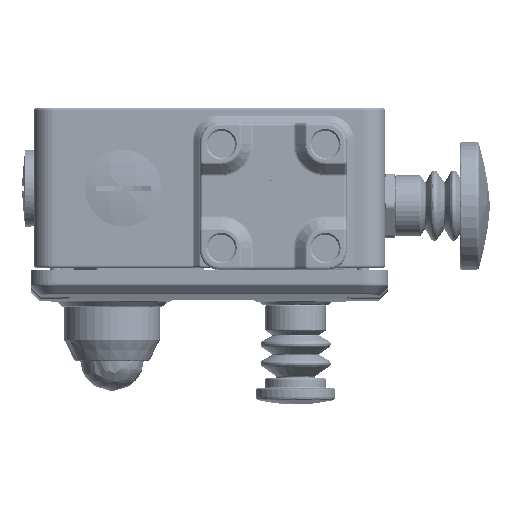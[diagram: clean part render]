
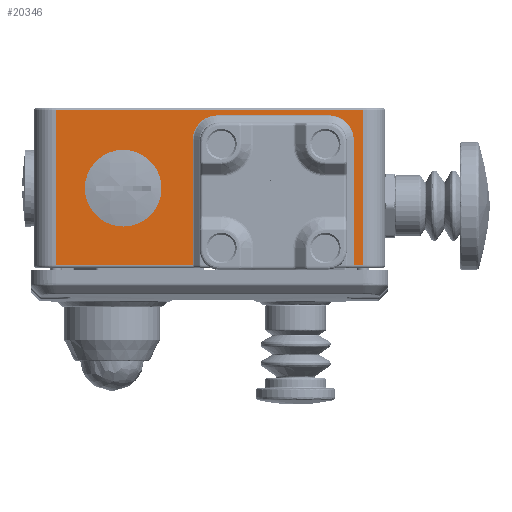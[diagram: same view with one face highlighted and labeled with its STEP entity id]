
A CAD part, left-side view. The second image highlights one B-rep face of the part: STEP entity #20346.
In plain terms, the highlighted face is planar.
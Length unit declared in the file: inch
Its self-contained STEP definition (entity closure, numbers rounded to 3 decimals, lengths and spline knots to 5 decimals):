
#520 = AXIS2_PLACEMENT_3D ( 'NONE', #52355, #25647, #96868 ) ;
#1521 = LINE ( 'NONE', #135074, #2928 ) ;
#2928 = VECTOR ( 'NONE', #69132, 39.37008 ) ;
#4618 = VERTEX_POINT ( 'NONE', #113070 ) ;
#4685 = CARTESIAN_POINT ( 'NONE',  ( 3.93701, 0.3937, 3.94516 ) ) ;
#5746 = CARTESIAN_POINT ( 'NONE',  ( 3.93701, 0.02756, 0.27559 ) ) ;
#8079 = EDGE_CURVE ( 'NONE', #143040, #103943, #115826, .T. ) ;
#8398 = LINE ( 'NONE', #88566, #20280 ) ;
#9508 = DIRECTION ( 'NONE',  ( -1., 0., 0. ) ) ;
#17248 = AXIS2_PLACEMENT_3D ( 'NONE', #143120, #9508, #63808 ) ;
#20280 = VECTOR ( 'NONE', #62691, 39.37008 ) ;
#20346 = ADVANCED_FACE ( 'NONE', ( #62088, #158207 ), #36276, .F. ) ;
#22078 = VERTEX_POINT ( 'NONE', #122696 ) ;
#22101 = EDGE_CURVE ( 'NONE', #139048, #143040, #28584, .T. ) ;
#22780 = LINE ( 'NONE', #48634, #78493 ) ;
#23150 = DIRECTION ( 'NONE',  ( 0., 1., 0. ) ) ;
#24288 = ORIENTED_EDGE ( 'NONE', *, *, #34145, .F. ) ;
#24359 = DIRECTION ( 'NONE',  ( 0., -1., 0. ) ) ;
#25647 = DIRECTION ( 'NONE',  ( 1., 0., 0. ) ) ;
#27029 = ORIENTED_EDGE ( 'NONE', *, *, #176131, .F. ) ;
#27201 = EDGE_CURVE ( 'NONE', #22078, #56711, #69697, .T. ) ;
#28584 = CIRCLE ( 'NONE', #520, 0.30343 ) ;
#29324 = LINE ( 'NONE', #56911, #59197 ) ;
#34145 = EDGE_CURVE ( 'NONE', #75953, #46822, #146354, .T. ) ;
#35733 = VECTOR ( 'NONE', #136233, 39.37008 ) ;
#36276 = PLANE ( 'NONE',  #17248 ) ;
#41866 = CARTESIAN_POINT ( 'NONE',  ( 3.93701, 1.94094, 0. ) ) ;
#42737 = LINE ( 'NONE', #41866, #35733 ) ;
#45455 = CIRCLE ( 'NONE', #144969, 0.43307 ) ;
#46822 = VERTEX_POINT ( 'NONE', #5746 ) ;
#48634 = CARTESIAN_POINT ( 'NONE',  ( 3.93701, 0.02756, 4.33071 ) ) ;
#52355 = CARTESIAN_POINT ( 'NONE',  ( 3.93701, 0.3937, 2.26378 ) ) ;
#56711 = VERTEX_POINT ( 'NONE', #142115 ) ;
#56911 = CARTESIAN_POINT ( 'NONE',  ( 3.93701, 0., 3.94516 ) ) ;
#59151 = CARTESIAN_POINT ( 'NONE',  ( 3.93701, 0.3937, 1.96035 ) ) ;
#59197 = VECTOR ( 'NONE', #83603, 39.37008 ) ;
#60671 = VECTOR ( 'NONE', #24359, 39.37008 ) ;
#60677 = CARTESIAN_POINT ( 'NONE',  ( 3.93701, 0.09027, 2.26378 ) ) ;
#61891 = CARTESIAN_POINT ( 'NONE',  ( 3.93701, 0.98425, 1.14173 ) ) ;
#62088 = FACE_BOUND ( 'NONE', #115396, .T. ) ;
#62691 = DIRECTION ( 'NONE',  ( 0., 1., 0. ) ) ;
#63226 = CARTESIAN_POINT ( 'NONE',  ( 3.93701, 0., 1.96035 ) ) ;
#63311 = ORIENTED_EDGE ( 'NONE', *, *, #154832, .F. ) ;
#63808 = DIRECTION ( 'NONE',  ( 0., 0., -1. ) ) ;
#65324 = CARTESIAN_POINT ( 'NONE',  ( 3.93701, 1.41732, 1.14173 ) ) ;
#69132 = DIRECTION ( 'NONE',  ( 0., 0., -1. ) ) ;
#69697 = LINE ( 'NONE', #148143, #99190 ) ;
#71559 = VERTEX_POINT ( 'NONE', #4685 ) ;
#71596 = CARTESIAN_POINT ( 'NONE',  ( 3.93701, 1.94094, 0.27559 ) ) ;
#72689 = ORIENTED_EDGE ( 'NONE', *, *, #164021, .F. ) ;
#75953 = VERTEX_POINT ( 'NONE', #71596 ) ;
#78493 = VECTOR ( 'NONE', #141283, 39.37008 ) ;
#83603 = DIRECTION ( 'NONE',  ( 0., -1., 0. ) ) ;
#83660 = CARTESIAN_POINT ( 'NONE',  ( 3.93701, 0.02756, 4.05512 ) ) ;
#84768 = ORIENTED_EDGE ( 'NONE', *, *, #8079, .F. ) ;
#87112 = ORIENTED_EDGE ( 'NONE', *, *, #160822, .F. ) ;
#87327 = EDGE_LOOP ( 'NONE', ( #27029, #150234, #24288, #111218, #84768, #101901, #123984, #87112, #136919, #96865 ) ) ;
#87537 = EDGE_CURVE ( 'NONE', #46822, #100739, #22780, .T. ) ;
#88566 = CARTESIAN_POINT ( 'NONE',  ( 3.93701, 0., 4.05512 ) ) ;
#91867 = VERTEX_POINT ( 'NONE', #65324 ) ;
#94292 = VECTOR ( 'NONE', #23150, 39.37008 ) ;
#96865 = ORIENTED_EDGE ( 'NONE', *, *, #27201, .F. ) ;
#96868 = DIRECTION ( 'NONE',  ( 0., 0., -1. ) ) ;
#99190 = VECTOR ( 'NONE', #124057, 39.37008 ) ;
#100403 = CARTESIAN_POINT ( 'NONE',  ( 3.93701, 0.09027, 3.64173 ) ) ;
#100739 = VERTEX_POINT ( 'NONE', #83660 ) ;
#101901 = ORIENTED_EDGE ( 'NONE', *, *, #22101, .F. ) ;
#103928 = DIRECTION ( 'NONE',  ( 1., 0., 0. ) ) ;
#103943 = VERTEX_POINT ( 'NONE', #166348 ) ;
#108391 = EDGE_CURVE ( 'NONE', #103943, #75953, #42737, .T. ) ;
#111218 = ORIENTED_EDGE ( 'NONE', *, *, #108391, .F. ) ;
#113070 = CARTESIAN_POINT ( 'NONE',  ( 3.93701, 0.55118, 1.14173 ) ) ;
#115396 = EDGE_LOOP ( 'NONE', ( #63311, #72689 ) ) ;
#115826 = LINE ( 'NONE', #63226, #94292 ) ;
#116219 = DIRECTION ( 'NONE',  ( 1., 0., 0. ) ) ;
#122696 = CARTESIAN_POINT ( 'NONE',  ( 3.93701, 1.94094, 4.05512 ) ) ;
#122860 = CIRCLE ( 'NONE', #131333, 0.43307 ) ;
#123984 = ORIENTED_EDGE ( 'NONE', *, *, #130913, .F. ) ;
#124057 = DIRECTION ( 'NONE',  ( 0., 0., -1. ) ) ;
#125240 = DIRECTION ( 'NONE',  ( 1., 0., 0. ) ) ;
#128087 = VERTEX_POINT ( 'NONE', #100403 ) ;
#130620 = CARTESIAN_POINT ( 'NONE',  ( 3.93701, 0.3937, 3.64173 ) ) ;
#130913 = EDGE_CURVE ( 'NONE', #128087, #139048, #1521, .T. ) ;
#131333 = AXIS2_PLACEMENT_3D ( 'NONE', #151934, #125240, #141211 ) ;
#135074 = CARTESIAN_POINT ( 'NONE',  ( 3.93701, 0.09027, 0. ) ) ;
#136233 = DIRECTION ( 'NONE',  ( 0., 0., -1. ) ) ;
#136919 = ORIENTED_EDGE ( 'NONE', *, *, #150426, .F. ) ;
#139048 = VERTEX_POINT ( 'NONE', #60677 ) ;
#139259 = AXIS2_PLACEMENT_3D ( 'NONE', #130620, #103928, #158223 ) ;
#141211 = DIRECTION ( 'NONE',  ( 0., -1., 0. ) ) ;
#141283 = DIRECTION ( 'NONE',  ( 0., 0., 1. ) ) ;
#142115 = CARTESIAN_POINT ( 'NONE',  ( 3.93701, 1.94094, 3.94516 ) ) ;
#143040 = VERTEX_POINT ( 'NONE', #59151 ) ;
#143120 = CARTESIAN_POINT ( 'NONE',  ( 3.93701, 0., 0. ) ) ;
#144969 = AXIS2_PLACEMENT_3D ( 'NONE', #61891, #116219, #157146 ) ;
#146354 = LINE ( 'NONE', #157088, #60671 ) ;
#148143 = CARTESIAN_POINT ( 'NONE',  ( 3.93701, 1.94094, 0. ) ) ;
#150234 = ORIENTED_EDGE ( 'NONE', *, *, #87537, .F. ) ;
#150426 = EDGE_CURVE ( 'NONE', #56711, #71559, #29324, .T. ) ;
#151934 = CARTESIAN_POINT ( 'NONE',  ( 3.93701, 0.98425, 1.14173 ) ) ;
#154832 = EDGE_CURVE ( 'NONE', #91867, #4618, #45455, .T. ) ;
#157088 = CARTESIAN_POINT ( 'NONE',  ( 3.93701, 0., 0.27559 ) ) ;
#157146 = DIRECTION ( 'NONE',  ( 0., -1., 0. ) ) ;
#158207 = FACE_OUTER_BOUND ( 'NONE', #87327, .T. ) ;
#158223 = DIRECTION ( 'NONE',  ( 0., 1., 0. ) ) ;
#160822 = EDGE_CURVE ( 'NONE', #71559, #128087, #170510, .T. ) ;
#164021 = EDGE_CURVE ( 'NONE', #4618, #91867, #122860, .T. ) ;
#166348 = CARTESIAN_POINT ( 'NONE',  ( 3.93701, 1.94094, 1.96035 ) ) ;
#170510 = CIRCLE ( 'NONE', #139259, 0.30343 ) ;
#176131 = EDGE_CURVE ( 'NONE', #100739, #22078, #8398, .T. ) ;
